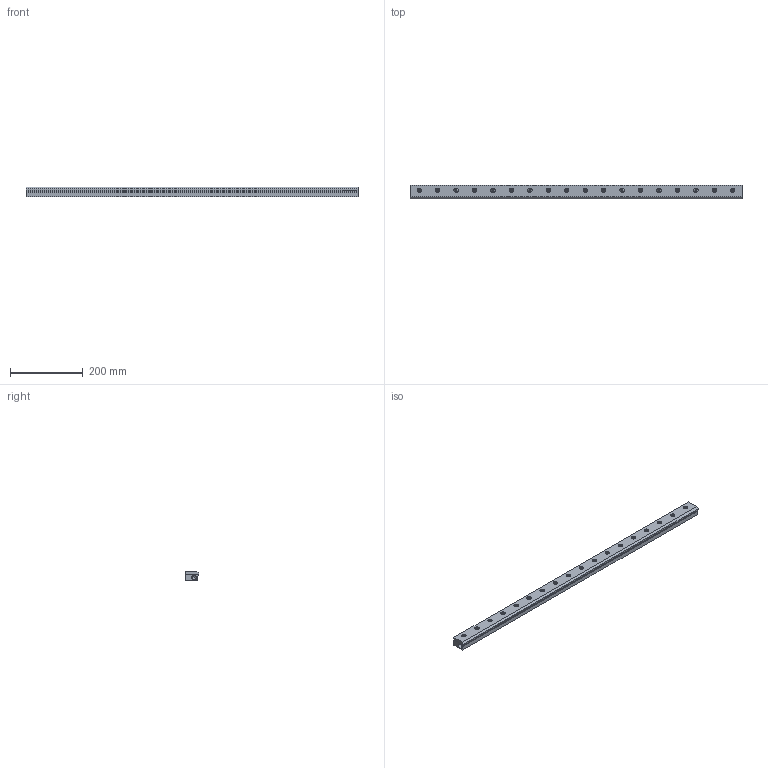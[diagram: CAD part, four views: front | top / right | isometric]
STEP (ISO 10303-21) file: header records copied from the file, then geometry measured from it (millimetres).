
FILE_DESCRIPTION((''),'2;1');
FILE_NAME('110036ss.stp','2012-04-18T09:51:59',('benzil estridge'),(''),'Autodesk Inventor 2012','Autodesk Inventor 2012','');
FILE_SCHEMA(('AUTOMOTIVE_DESIGN { 1 0 10303 214 1 1 1 1 }'));
Length unit declared in the file: inch
Products named in the file (1): 110036ss
Bounding box: 914.4 x 36.51 x 26.2 mm (x, y, z)
Volume: 809033.4 mm3; surface area: 198930.3 mm2
Topology: 20 solids, 20 shells, 355 faces, 767 edges, 510 vertices
Faces by surface type: plane 217, cylinder 94, cone 26, bspline 18
Full cylindrical faces by diameter (mm): 5.182 x18, 6.35 x18, 7.163 x18, 10.999 x4, 11.1 x18, 12.065 x18
Entity records: 9569 total; most frequent: CARTESIAN_POINT 2211, DIRECTION 1501, ORIENTED_EDGE 1182, EDGE_LOOP 627, EDGE_CURVE 591, AXIS2_PLACEMENT_3D 572, VERTEX_POINT 472, VECTOR 357
